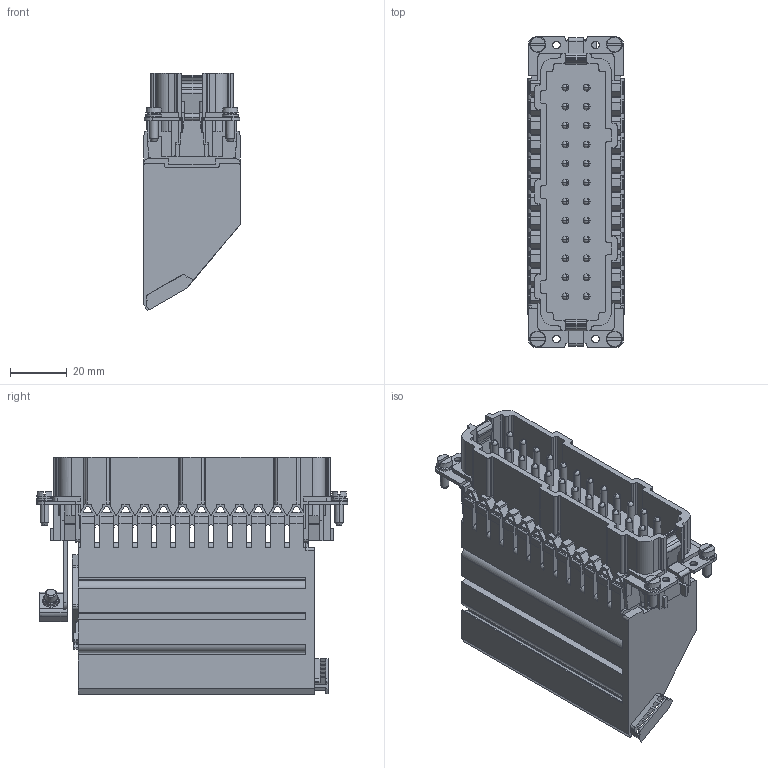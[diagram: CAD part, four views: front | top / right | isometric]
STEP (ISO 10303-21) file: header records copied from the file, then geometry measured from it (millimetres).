
FILE_DESCRIPTION(('CATIA V5 STEP Exchange','CAx-IF Rec.Pracs.--- Model Styling and Organization---1.4--- 2014-01-23'),'2;1');
FILE_NAME ('040148-6_0_1848730000_1848730000.stp','2020-07-02T09:35:09+00:00',('none'),('Weidmueller'),'CATIA Version 5-6 Release 2016 SP3 HF44','CATIA V5 STEP AP214','none');
FILE_SCHEMA(('AUTOMOTIVE_DESIGN { 1 0 10303 214 1 1 1 1 }'));
Products named in the file (1): 1848730000
Bounding box: 34 x 109.83 x 83.8 mm (x, y, z)
Volume: 146849.3 mm3; surface area: 59701.2 mm2
Topology: 30 solids, 32 shells, 3077 faces, 8925 edges, 5853 vertices
Faces by surface type: plane 2097, cylinder 821, bspline 125, cone 18, extrusion 16
Entity records: 105428 total; most frequent: CARTESIAN_POINT 28471, ORIENTED_EDGE 17658, DIRECTION 13240, EDGE_CURVE 8805, VECTOR 6818, LINE 6802, VERTEX_POINT 5827, AXIS2_PLACEMENT_3D 3618
